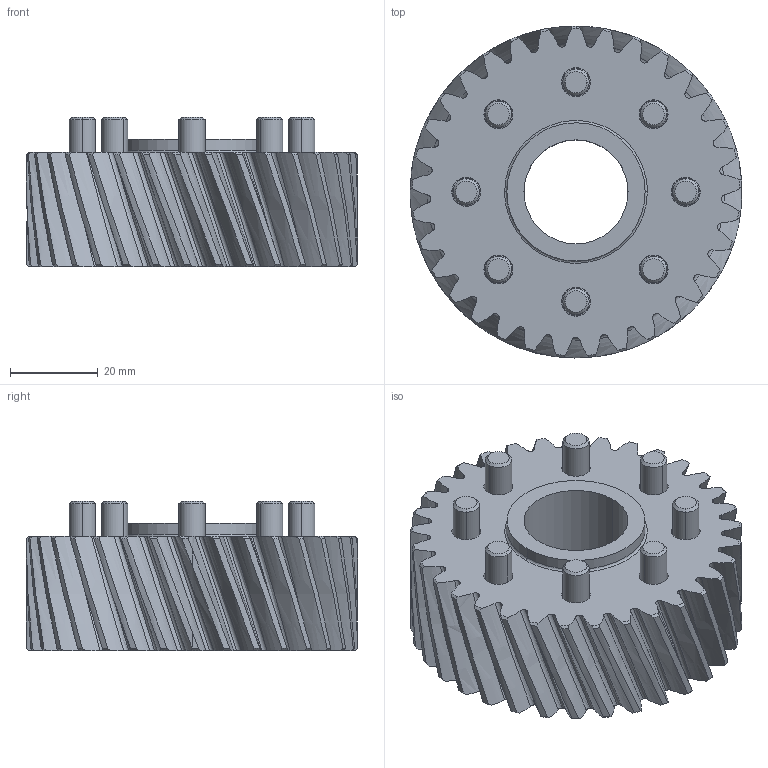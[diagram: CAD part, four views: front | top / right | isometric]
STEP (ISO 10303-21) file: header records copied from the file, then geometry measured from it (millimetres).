
FILE_DESCRIPTION (( 'STEP AP203' ), '1' );
FILE_NAME ('84010008.step', '2020-10-12T14:00:51', ( '' ), ( '' ), 'SwSTEP 2.0', 'SolidWorks 2019', '' );
FILE_SCHEMA (( 'CONFIG_CONTROL_DESIGN' ));
Length unit declared in the file: millimetre
Products named in the file (1): 84010008
Bounding box: 75.6 x 75.6 x 34 mm (x, y, z)
Volume: 87062.9 mm3; surface area: 32148.3 mm2
Topology: 9 solids, 9 shells, 499 faces, 1278 edges, 806 vertices
Faces by surface type: bspline 134, plane 131, cone 115, cylinder 103, torus 16
Entity records: 43407 total; most frequent: CARTESIAN_POINT 32937, ORIENTED_EDGE 2524, DIRECTION 1811, EDGE_CURVE 1262, VERTEX_POINT 806, AXIS2_PLACEMENT_3D 750, EDGE_LOOP 542, FACE_OUTER_BOUND 499
